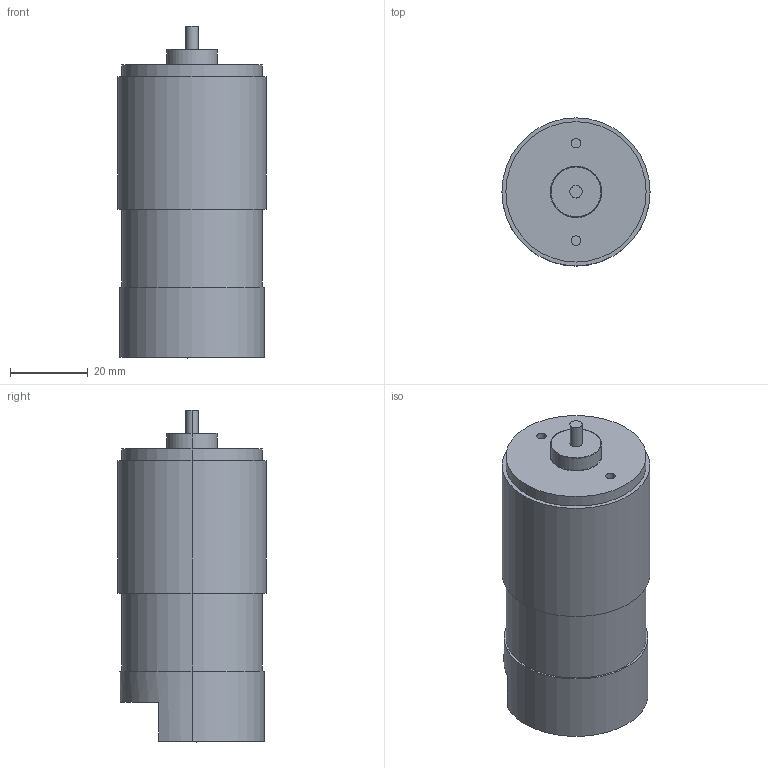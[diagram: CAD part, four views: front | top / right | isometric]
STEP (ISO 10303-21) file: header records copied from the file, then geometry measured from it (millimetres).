
FILE_DESCRIPTION (( 'STEP AP214' ), '1' );
FILE_NAME ('am-3104 NeveRest Motor.step', '2017-10-17T01:00:04', ( '' ), ( '' ), 'SwSTEP 2.0', 'SolidWorks 2017', '' );
FILE_SCHEMA (( 'AUTOMOTIVE_DESIGN' ));
Length unit declared in the file: inch
Products named in the file (1): am-3104 NeveRest Motor
Bounding box: 38 x 38 x 85.19 mm (x, y, z)
Volume: 79520 mm3; surface area: 11381.6 mm2
Topology: 1 solids, 1 shells, 324 faces, 857 edges, 570 vertices
Faces by surface type: plane 178, bspline 130, cylinder 16
Entity records: 21281 total; most frequent: CARTESIAN_POINT 9842, ORIENTED_EDGE 1714, DIRECTION 1029, EDGE_CURVE 857, VERTEX_POINT 570, LINE 563, VECTOR 563, EDGE_LOOP 359
